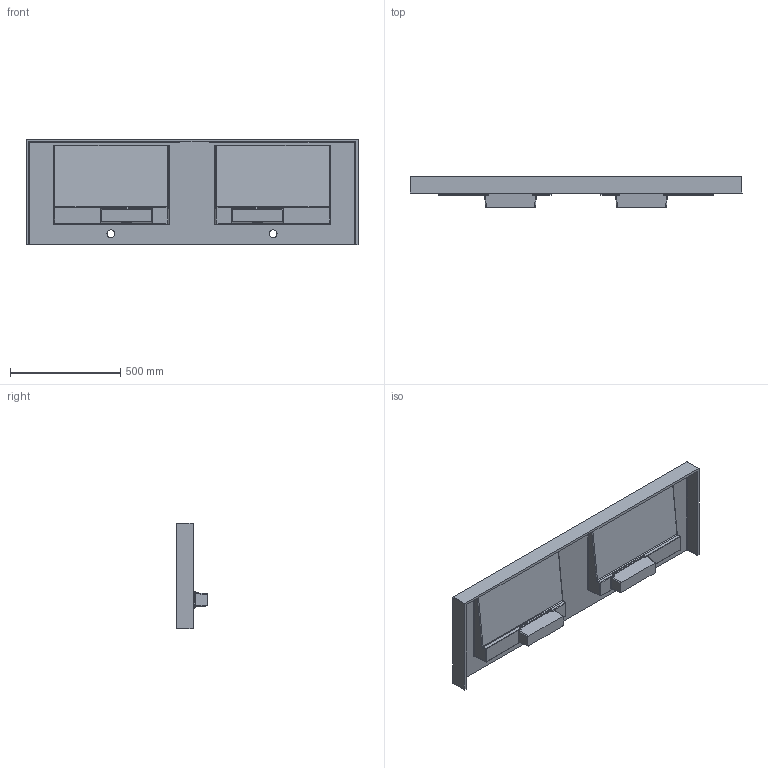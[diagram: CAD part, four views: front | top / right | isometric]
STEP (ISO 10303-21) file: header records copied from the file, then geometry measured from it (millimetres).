
FILE_DESCRIPTION (( 'STEP AP214' ), '1' );
FILE_NAME ('Agness 1500.STEP', '2023-07-07T08:09:49', ( 'User Windows' ), ( '' ), 'SwSTEP 2.0', 'SolidWorks 2020', '' );
FILE_SCHEMA (( 'AUTOMOTIVE_DESIGN' ));
Length unit declared in the file: millimetre
Products named in the file (1): Agness 1500
Bounding box: 1505.14 x 140 x 478.65 mm (x, y, z)
Volume: 13165783 mm3; surface area: 2340550.4 mm2
Topology: 3 solids, 3 shells, 442 faces, 1044 edges, 568 vertices
Faces by surface type: cylinder 204, bspline 104, plane 98, sphere 36
Full cylindrical faces by diameter (mm): 35 x2, 45 x2
Entity records: 14394 total; most frequent: CARTESIAN_POINT 5495, ORIENTED_EDGE 1992, DIRECTION 1730, EDGE_CURVE 996, AXIS2_PLACEMENT_3D 635, VERTEX_POINT 568, LINE 460, VECTOR 460
